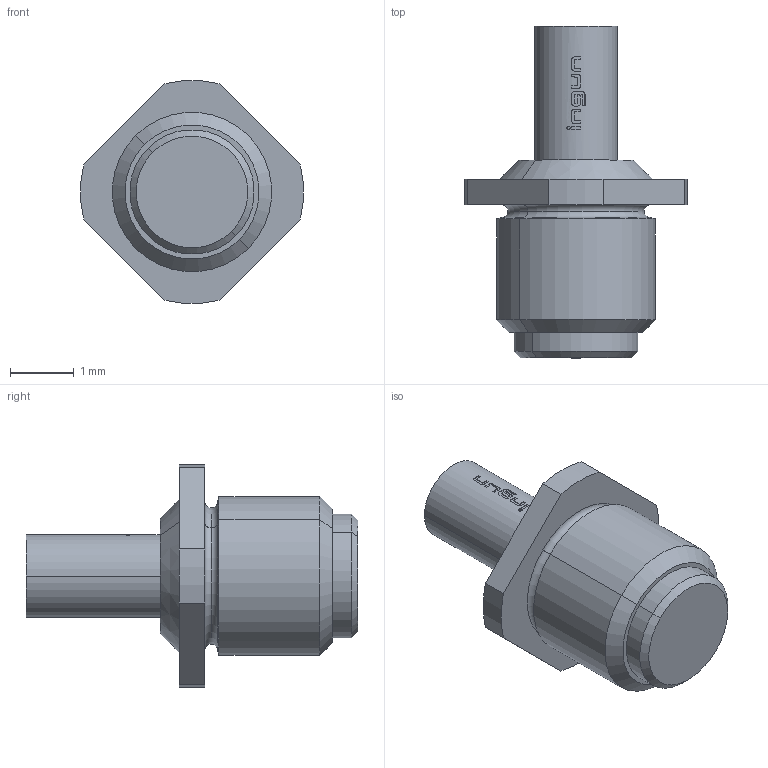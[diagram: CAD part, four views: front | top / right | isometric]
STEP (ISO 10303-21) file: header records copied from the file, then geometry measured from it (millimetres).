
FILE_DESCRIPTION (( 'STEP AP203' ), '1' );
FILE_NAME ('INGUN_GKS-967_302_130_A_xx01_M.STEP', '2021-09-14T05:29:59', ( 'ochi' ), ( '' ), 'SwSTEP 2.0', 'SolidWorks 2018', '' );
FILE_SCHEMA (( 'CONFIG_CONTROL_DESIGN' ));
Length unit declared in the file: millimetre
Products named in the file (1): INGUN_GKS-967_302_130_A_xx01_M
Bounding box: 3.49 x 5.2 x 3.49 mm (x, y, z)
Volume: 17.8 mm3; surface area: 49 mm2
Topology: 1 solids, 1 shells, 90 faces, 224 edges, 146 vertices
Faces by surface type: plane 37, bspline 25, cylinder 16, cone 8, torus 4
Entity records: 3099 total; most frequent: CARTESIAN_POINT 1224, ORIENTED_EDGE 448, DIRECTION 238, EDGE_CURVE 224, B_SPLINE_CURVE_WITH_KNOTS 156, VERTEX_POINT 146, AXIS2_PLACEMENT_3D 104, EDGE_LOOP 100
